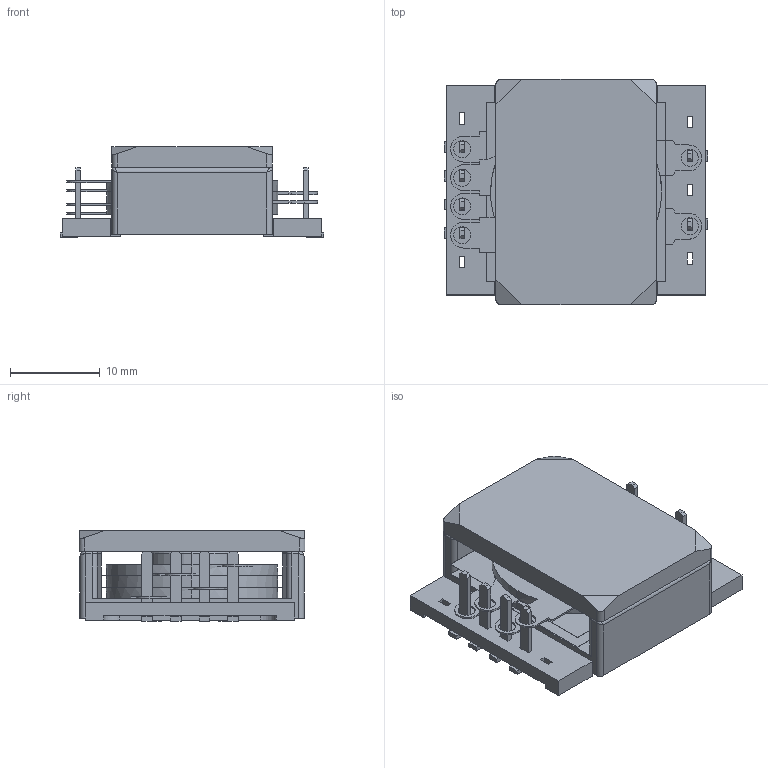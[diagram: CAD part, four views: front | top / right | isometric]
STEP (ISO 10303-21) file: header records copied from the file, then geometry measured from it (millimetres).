
FILE_DESCRIPTION(('STEP AP214'),'1');
FILE_NAME('T_Wurth_WE-PLN-ERI25-1448.step','2025-04-10T03:28:23',(' '),('ANSOFT Corporation'),'Spatial InterOp 3D',' ',' ');
FILE_SCHEMA(('AUTOMOTIVE_DESIGN { 1 0 10303 214 1 1 1 1 }'));
Length unit declared in the file: millimetre
Products named in the file (1): BossExtrude3
Bounding box: 29.4 x 25.2 x 10.15 mm (x, y, z)
Volume: 4067.4 mm3; surface area: 6753.9 mm2
Topology: 15 solids, 15 shells, 350 faces, 931 edges, 608 vertices
Faces by surface type: plane 241, cylinder 95, torus 10, bspline 4
Entity records: 18645 total; most frequent: CARTESIAN_POINT 2148, ORIENTED_EDGE 1854, DIRECTION 1815, STYLED_ITEM 1292, PRESENTATION_STYLE_ASSIGNMENT 1292, COLOUR_RGB 1292, EDGE_CURVE 927, CURVE_STYLE 927
